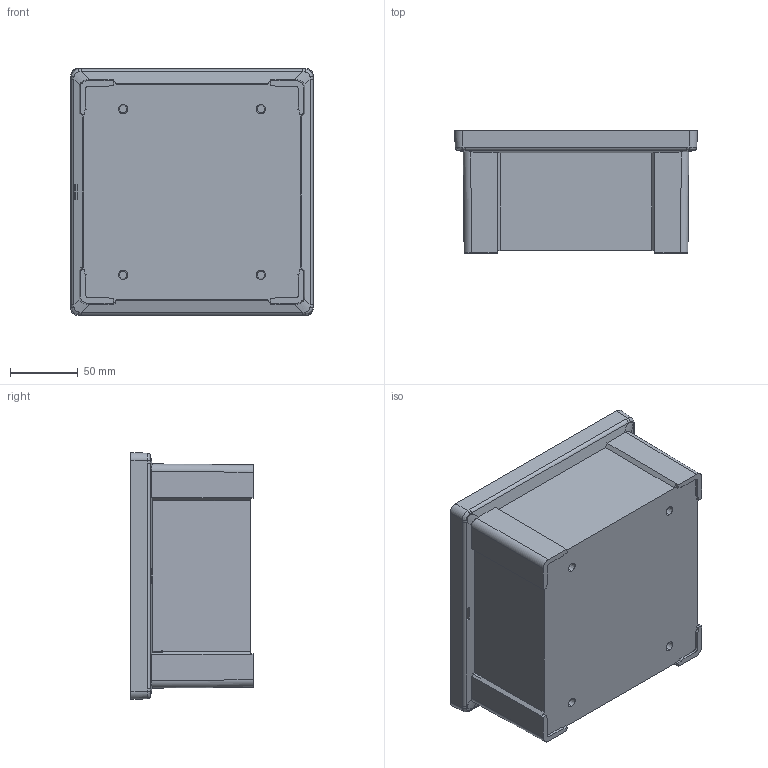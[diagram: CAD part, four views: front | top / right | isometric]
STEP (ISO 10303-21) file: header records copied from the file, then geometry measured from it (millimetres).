
FILE_DESCRIPTION (( 'STEP AP214' ), '1' );
FILE_NAME ('6x6_screw_base.STEP', '2014-01-16T08:39:05', ( 'KennethW' ), ( 'Microsoft' ), 'SwSTEP 2.0', 'SolidWorks 2013', '' );
FILE_SCHEMA (( 'AUTOMOTIVE_DESIGN' ));
Length unit declared in the file: millimetre
Products named in the file (1): 6x6_screw_base
Bounding box: 178.85 x 90 x 181.85 mm (x, y, z)
Volume: 392058.2 mm3; surface area: 189024.9 mm2
Topology: 1 solids, 5 shells, 394 faces, 1067 edges, 698 vertices
Faces by surface type: plane 231, cylinder 97, cone 46, bspline 20
Entity records: 13439 total; most frequent: CARTESIAN_POINT 3836, ORIENTED_EDGE 2118, DIRECTION 1857, EDGE_CURVE 1059, VERTEX_POINT 698, LINE 661, VECTOR 661, AXIS2_PLACEMENT_3D 598
